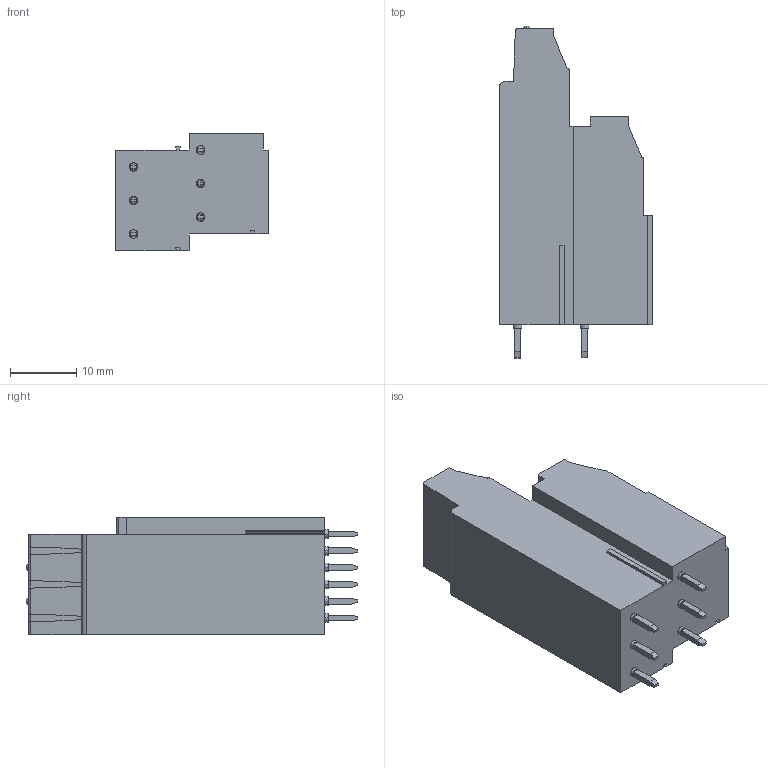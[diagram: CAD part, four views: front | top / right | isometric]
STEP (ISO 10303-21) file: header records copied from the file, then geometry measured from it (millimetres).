
FILE_DESCRIPTION(('STEP AP214'),'1');
FILE_NAME('1870268.stp','2015-09-14T18:09:00',('TraceParts'),('TraceParts S.A.'),'Spatial InterOp 3D',' ',' ');
FILE_SCHEMA(('automotive_design'));
Length unit declared in the file: millimetre
Products named in the file (1): mk3dsmh_3-3-5.08-ex|1#mk3dsmh_3-3-5.08-ex;mk3dsmh_3-3-5.08-ex
Bounding box: 23.1 x 50.2 x 17.78 mm (x, y, z)
Volume: 11800.5 mm3; surface area: 4612.1 mm2
Topology: 1 solids, 1 shells, 277 faces, 712 edges, 470 vertices
Faces by surface type: plane 200, cylinder 69, sphere 8
Entity records: 10914 total; most frequent: CARTESIAN_POINT 1748, DIRECTION 1446, ORIENTED_EDGE 1424, EDGE_CURVE 712, LINE 522, VECTOR 522, VERTEX_POINT 470, AXIS2_PLACEMENT_3D 462
